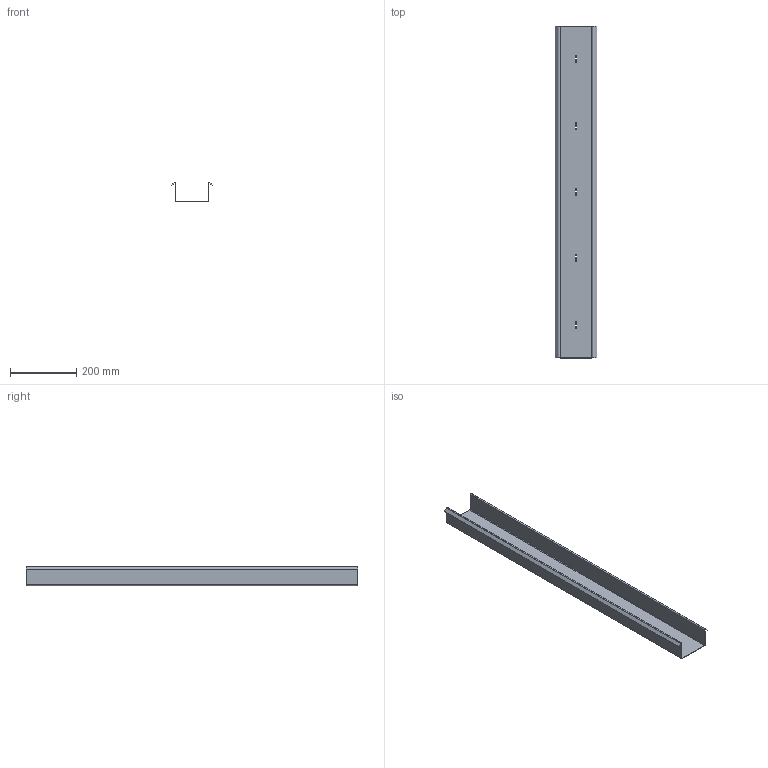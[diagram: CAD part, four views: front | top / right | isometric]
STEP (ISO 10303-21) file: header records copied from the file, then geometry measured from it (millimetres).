
FILE_DESCRIPTION(/* description */ ('STEP AP214'),/* implementation_level */ '2;1');
FILE_NAME(/* name */ '68d011993b692cc5428904f8',/* time_stamp */ '2025-09-21T14:54:18Z',/* author */ (''),/* organization */ (''),/* preprocessor_version */ 'ST-DEVELOPER v20',/* originating_system */ 'ONSHAPE BY PTC INC, 1.204',/* authorisation */ ' ');
FILE_SCHEMA (('AUTOMOTIVE_DESIGN {1 0 10303 214 3 1 1}'));
Length unit declared in the file: metre
Products named in the file (1): Part 1
Bounding box: 124.04 x 1000 x 59.87 mm (x, y, z)
Volume: 363892.2 mm3; surface area: 489285.5 mm2
Topology: 1 solids, 1 shells, 58 faces, 136 edges, 80 vertices
Faces by surface type: plane 40, cylinder 18
Entity records: 1670 total; most frequent: DIRECTION 290, CARTESIAN_POINT 275, ORIENTED_EDGE 272, EDGE_CURVE 136, LINE 100, VECTOR 100, AXIS2_PLACEMENT_3D 95, VERTEX_POINT 80
